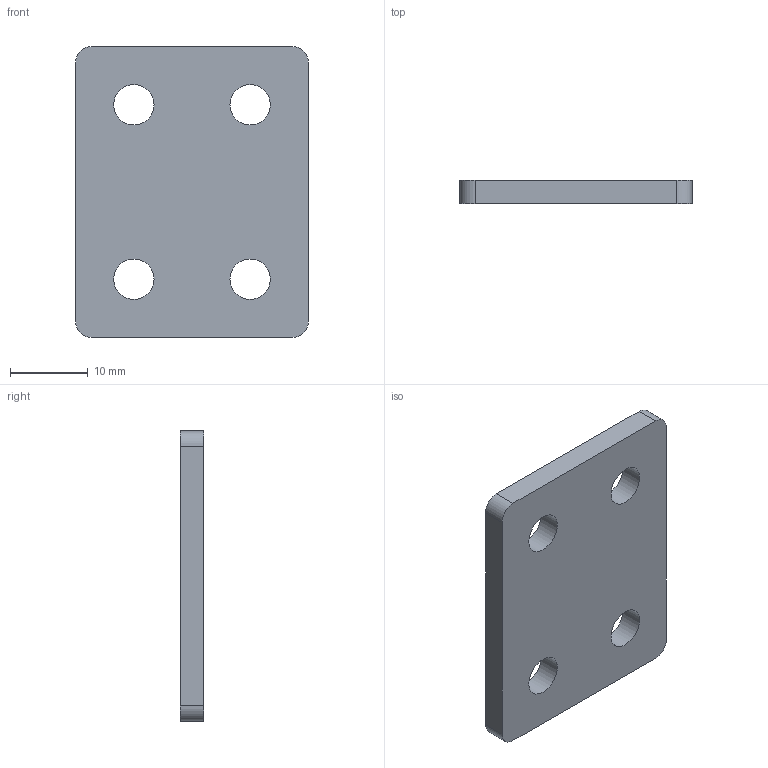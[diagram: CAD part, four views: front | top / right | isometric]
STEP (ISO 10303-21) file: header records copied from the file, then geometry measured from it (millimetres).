
FILE_DESCRIPTION(('STEP AP214'), '1');
FILE_NAME('Êðåïåæíàÿ ïëàñòèíà', '', ('UNSPECIFIED'), ('UNSPECIFIED'), 'ASCON STEP Converter 1.6', 'ASCON Math Kernel', '');
FILE_SCHEMA(('AUTOMOTIVE_DESIGN { 1 0 10303 214 3 1 1}'));
Length unit declared in the file: millimetre
Bounding box: 30 x 3 x 37.5 mm (x, y, z)
Volume: 3109.9 mm3; surface area: 2664 mm2
Topology: 1 solids, 1 shells, 14 faces, 36 edges, 24 vertices
Faces by surface type: cylinder 8, plane 6
Full cylindrical faces by diameter (mm): 5.2 x4
Entity records: 588 total; most frequent: DIRECTION 78, CARTESIAN_POINT 71, ORIENTED_EDGE 64, EDGE_CURVE 32, AXIS2_PLACEMENT_3D 31, EDGE_LOOP 26, VERTEX_POINT 24, FACE_BOUND 18
